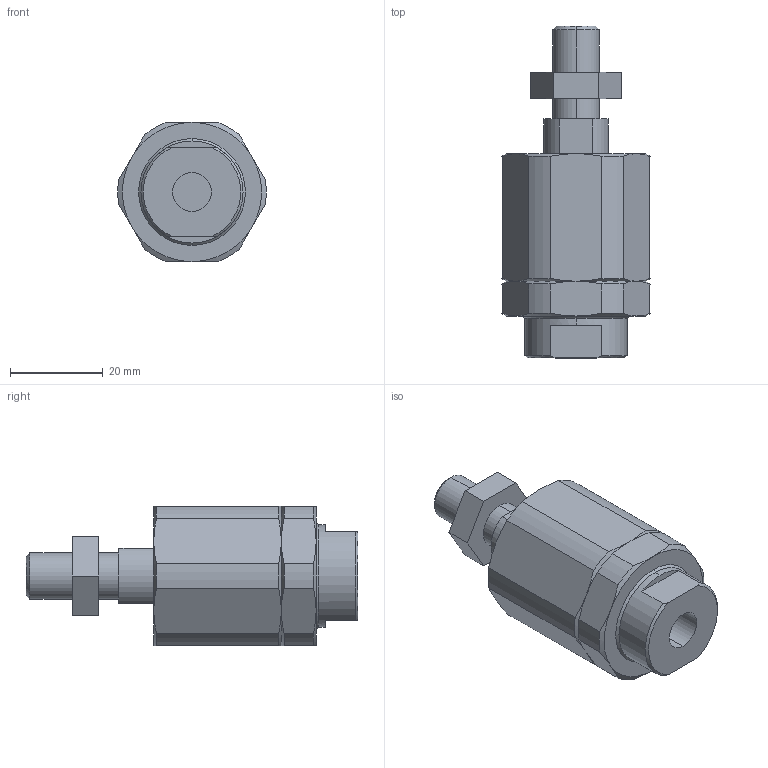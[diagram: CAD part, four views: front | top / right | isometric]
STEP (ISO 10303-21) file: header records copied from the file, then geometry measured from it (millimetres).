
FILE_DESCRIPTION(/* description */ ('VariCAD 2016-1.06 AP-214'),/* implementation_level */ '2;1');
FILE_NAME(/* name */ 'fk_25-32.stp',/* time_stamp */ '2016-06-16T10:46:14+02:00',/* author */ (''),/* organization */ (''),/* preprocessor_version */ 'ST-DEVELOPER v14',/* originating_system */ 'VariCAD 2016-1.06; kernel version (20130303)',/* authorisation */ '');
FILE_SCHEMA (('AUTOMOTIVE_DESIGN'));
Length unit declared in the file: millimetre
Products named in the file (2): fk_25-32; FK 25-32
Assembly tree (1 placements, depth 2):
  fk_25-32
    FK 25-32
Bounding box: 31.95 x 71.5 x 30 mm (x, y, z)
Volume: 32912.2 mm3; surface area: 7252.6 mm2
Topology: 1 solids, 1 shells, 84 faces, 194 edges, 118 vertices
Faces by surface type: plane 32, cone 30, cylinder 22
Entity records: 2516 total; most frequent: CARTESIAN_POINT 608, DIRECTION 390, ORIENTED_EDGE 388, EDGE_CURVE 194, AXIS2_PLACEMENT_3D 160, VERTEX_POINT 118, EDGE_LOOP 90, FACE_OUTER_BOUND 84
